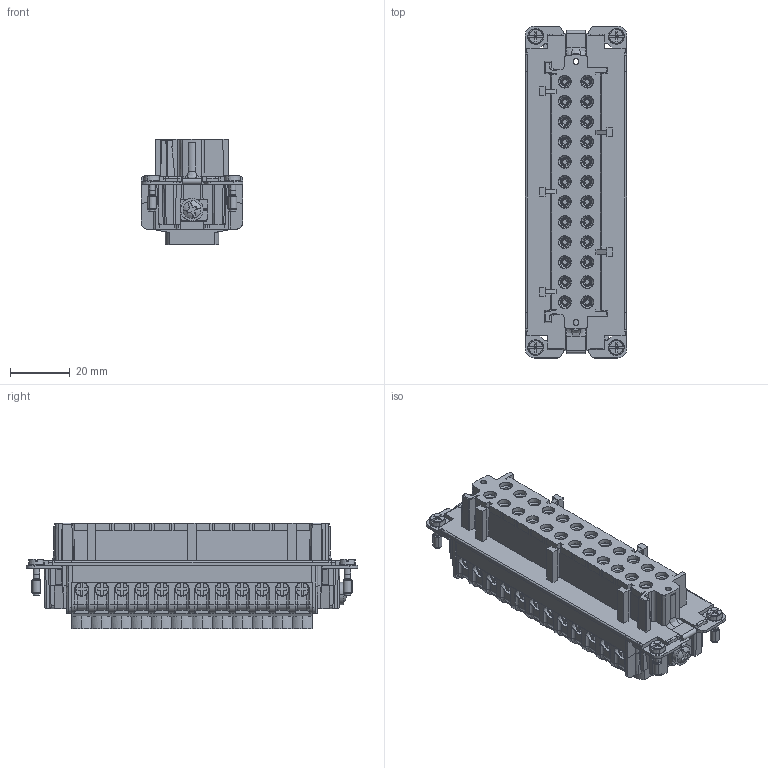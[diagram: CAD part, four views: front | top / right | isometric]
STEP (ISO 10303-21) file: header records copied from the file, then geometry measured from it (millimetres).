
FILE_DESCRIPTION(('CATIA V5 STEP Exchange','CAx-IF Rec.Pracs.--- Model Styling and Organization---1.4--- 2014-01-23'),'2;1');
FILE_NAME ('13501460_5', '2019-10-28T08:35:29+00:00', ('none'), ('Weidmueller'), 'CATIA Version 5-6 Release 2016 SP3 HF44', 'CATIA V5 STEP AP214', 'none');
FILE_SCHEMA(('AUTOMOTIVE_DESIGN { 1 0 10303 214 1 1 1 1 }'));
Products named in the file (1): 1211300000
Bounding box: 34 x 111 x 35.2 mm (x, y, z)
Volume: 71503.1 mm3; surface area: 31655.2 mm2
Topology: 1 solids, 26 shells, 3615 faces, 9932 edges, 6485 vertices
Faces by surface type: plane 2060, cylinder 886, cone 507, torus 88, bspline 26, extrusion 24, sphere 16, revolution 8
Entity records: 113027 total; most frequent: CARTESIAN_POINT 30921, ORIENTED_EDGE 19814, DIRECTION 12271, EDGE_CURVE 9907, VERTEX_POINT 6485, VECTOR 6190, LINE 6166, AXIS2_PLACEMENT_3D 4192
